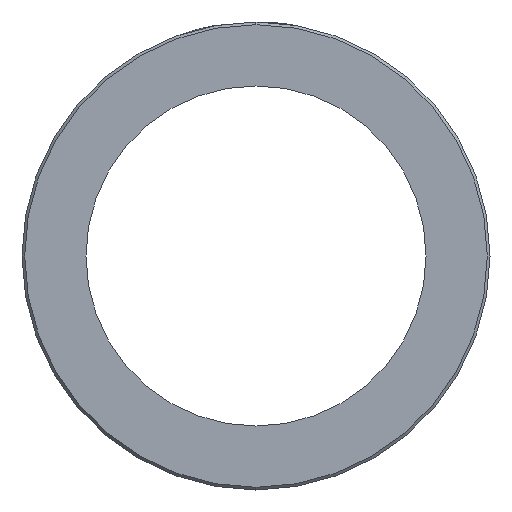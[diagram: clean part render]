
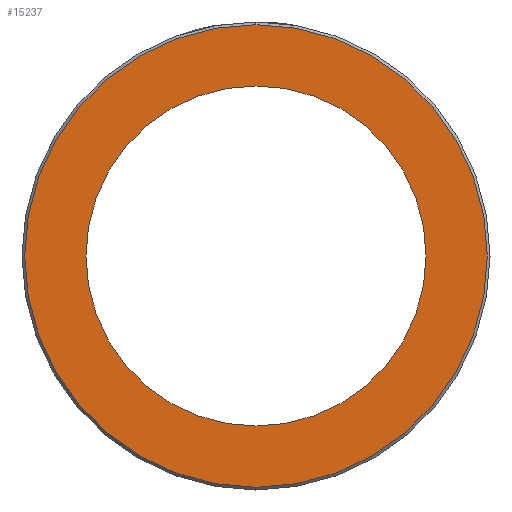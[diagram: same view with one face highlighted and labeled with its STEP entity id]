
A CAD part, left-side view. The second image highlights one B-rep face of the part: STEP entity #15237.
In plain terms, the highlighted planar face has unit normal (-1, 0, 0).
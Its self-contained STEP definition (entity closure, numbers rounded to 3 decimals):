
#744 = AXIS2_PLACEMENT_3D ( 'NONE', #10976, #3664, #11078 ) ;
#1124 = AXIS2_PLACEMENT_3D ( 'NONE', #2963, #9149, #12923 ) ;
#1630 = CIRCLE ( 'NONE', #3742, 6.25 ) ;
#2963 = CARTESIAN_POINT ( 'NONE',  ( 0., 0., 0. ) ) ;
#3664 = DIRECTION ( 'NONE',  ( 1., 0., 0. ) ) ;
#3742 = AXIS2_PLACEMENT_3D ( 'NONE', #12295, #11286, #7567 ) ;
#3950 = CARTESIAN_POINT ( 'NONE',  ( 0., 0., -8.5 ) ) ;
#4432 = DIRECTION ( 'NONE',  ( 0., 0., 1. ) ) ;
#4483 = CARTESIAN_POINT ( 'NONE',  ( 0., 0., 0. ) ) ;
#5140 = ORIENTED_EDGE ( 'NONE', *, *, #9691, .T. ) ;
#5168 = ORIENTED_EDGE ( 'NONE', *, *, #12724, .F. ) ;
#5457 = CARTESIAN_POINT ( 'NONE',  ( 0., 0., -6.25 ) ) ;
#5649 = FACE_OUTER_BOUND ( 'NONE', #12046, .T. ) ;
#5868 = DIRECTION ( 'NONE',  ( -1., 0., 0. ) ) ;
#6005 = CIRCLE ( 'NONE', #1124, 8.5 ) ;
#7065 = VERTEX_POINT ( 'NONE', #5457 ) ;
#7253 = PLANE ( 'NONE',  #744 ) ;
#7567 = DIRECTION ( 'NONE',  ( 0., 0., 1. ) ) ;
#7878 = VERTEX_POINT ( 'NONE', #3950 ) ;
#8015 = EDGE_CURVE ( 'NONE', #7878, #10340, #12382, .T. ) ;
#8904 = CARTESIAN_POINT ( 'NONE',  ( 0., 0., 8.5 ) ) ;
#9149 = DIRECTION ( 'NONE',  ( -1., 0., 0. ) ) ;
#9231 = ORIENTED_EDGE ( 'NONE', *, *, #14594, .F. ) ;
#9274 = AXIS2_PLACEMENT_3D ( 'NONE', #12043, #5868, #14483 ) ;
#9691 = EDGE_CURVE ( 'NONE', #10340, #7878, #6005, .T. ) ;
#10340 = VERTEX_POINT ( 'NONE', #8904 ) ;
#10976 = CARTESIAN_POINT ( 'NONE',  ( 0., 8.6, 0. ) ) ;
#11078 = DIRECTION ( 'NONE',  ( 0., 0., -1. ) ) ;
#11286 = DIRECTION ( 'NONE',  ( -1., 0., 0. ) ) ;
#12043 = CARTESIAN_POINT ( 'NONE',  ( 0., 0., 0. ) ) ;
#12046 = EDGE_LOOP ( 'NONE', ( #13640, #5140 ) ) ;
#12056 = CIRCLE ( 'NONE', #12973, 6.25 ) ;
#12075 = EDGE_LOOP ( 'NONE', ( #9231, #5168 ) ) ;
#12295 = CARTESIAN_POINT ( 'NONE',  ( 0., 0., 0. ) ) ;
#12382 = CIRCLE ( 'NONE', #9274, 8.5 ) ;
#12687 = VERTEX_POINT ( 'NONE', #15267 ) ;
#12724 = EDGE_CURVE ( 'NONE', #7065, #12687, #12056, .T. ) ;
#12923 = DIRECTION ( 'NONE',  ( 0., 0., -1. ) ) ;
#12948 = FACE_BOUND ( 'NONE', #12075, .T. ) ;
#12973 = AXIS2_PLACEMENT_3D ( 'NONE', #4483, #14216, #4432 ) ;
#13640 = ORIENTED_EDGE ( 'NONE', *, *, #8015, .T. ) ;
#14216 = DIRECTION ( 'NONE',  ( -1., 0., 0. ) ) ;
#14483 = DIRECTION ( 'NONE',  ( 0., 0., -1. ) ) ;
#14594 = EDGE_CURVE ( 'NONE', #12687, #7065, #1630, .T. ) ;
#15237 = ADVANCED_FACE ( 'NONE', ( #5649, #12948 ), #7253, .F. ) ;
#15267 = CARTESIAN_POINT ( 'NONE',  ( 0., 0., 6.25 ) ) ;
